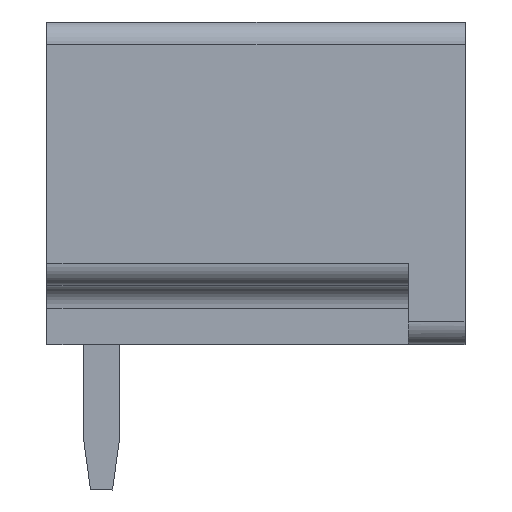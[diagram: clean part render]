
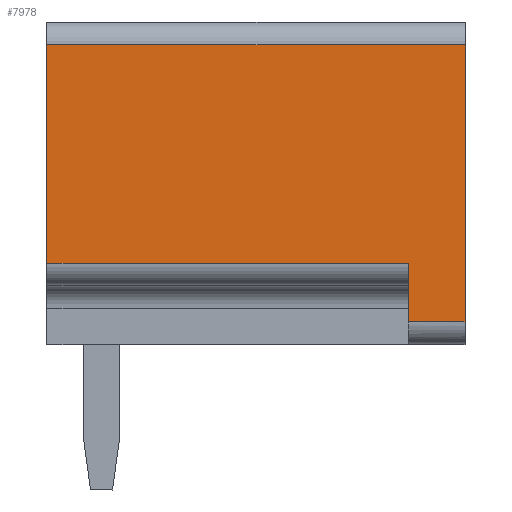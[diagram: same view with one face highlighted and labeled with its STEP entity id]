
A CAD part, left-side view. The second image highlights one B-rep face of the part: STEP entity #7978.
In plain terms, the highlighted planar face has unit normal (-1, 0, 0).
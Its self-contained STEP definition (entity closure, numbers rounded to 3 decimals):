
#7942=AXIS2_PLACEMENT_3D('Plane Axis2P3D',#7939,#7940,#7941) ;
#70=CARTESIAN_POINT('Vertex',(0.,0.,9.8)) ;
#73=CARTESIAN_POINT('Line Origine',(0.,0.,6.75)) ;
#77=CARTESIAN_POINT('Vertex',(0.,0.,3.7)) ;
#7924=CARTESIAN_POINT('Vertex',(0.,9.2,9.8)) ;
#7927=CARTESIAN_POINT('Line Origine',(0.,4.6,9.8)) ;
#7939=CARTESIAN_POINT('Axis2P3D Location',(0.,0.,9.8)) ;
#7944=CARTESIAN_POINT('Line Origine',(0.,5.225,4.99)) ;
#7948=CARTESIAN_POINT('Vertex',(0.,9.2,4.99)) ;
#7950=CARTESIAN_POINT('Vertex',(0.,1.25,4.99)) ;
#7953=CARTESIAN_POINT('Line Origine',(0.,1.25,4.345)) ;
#7957=CARTESIAN_POINT('Vertex',(0.,1.25,3.7)) ;
#7960=CARTESIAN_POINT('Line Origine',(0.,0.625,3.7)) ;
#7965=CARTESIAN_POINT('Line Origine',(0.,9.2,7.395)) ;
#74=DIRECTION('Vector Direction',(0.,0.,-1.)) ;
#7928=DIRECTION('Vector Direction',(0.,-1.,0.)) ;
#7940=DIRECTION('Axis2P3D Direction',(1.,-0.,0.)) ;
#7941=DIRECTION('Axis2P3D XDirection',(0.,0.,-1.)) ;
#7945=DIRECTION('Vector Direction',(0.,-1.,0.)) ;
#7954=DIRECTION('Vector Direction',(0.,0.,-1.)) ;
#7961=DIRECTION('Vector Direction',(0.,1.,0.)) ;
#7966=DIRECTION('Vector Direction',(0.,0.,-1.)) ;
#75=VECTOR('Line Direction',#74,1.) ;
#7929=VECTOR('Line Direction',#7928,1.) ;
#7946=VECTOR('Line Direction',#7945,1.) ;
#7955=VECTOR('Line Direction',#7954,1.) ;
#7962=VECTOR('Line Direction',#7961,1.) ;
#7967=VECTOR('Line Direction',#7966,1.) ;
#7971=ORIENTED_EDGE('',*,*,#7952,.T.) ;
#7972=ORIENTED_EDGE('',*,*,#7959,.T.) ;
#7973=ORIENTED_EDGE('',*,*,#7964,.F.) ;
#7974=ORIENTED_EDGE('',*,*,#79,.F.) ;
#7975=ORIENTED_EDGE('',*,*,#7931,.T.) ;
#7976=ORIENTED_EDGE('',*,*,#7969,.T.) ;
#7978=ADVANCED_FACE('HOUSING',(#7977),#7943,.F.) ;
#79=EDGE_CURVE('',#71,#78,#76,.T.) ;
#7931=EDGE_CURVE('',#71,#7925,#7930,.F.) ;
#7952=EDGE_CURVE('',#7949,#7951,#7947,.T.) ;
#7959=EDGE_CURVE('',#7951,#7958,#7956,.T.) ;
#7964=EDGE_CURVE('',#78,#7958,#7963,.T.) ;
#7969=EDGE_CURVE('',#7925,#7949,#7968,.T.) ;
#7970=EDGE_LOOP('',(#7971,#7972,#7973,#7974,#7975,#7976)) ;
#7977=FACE_OUTER_BOUND('',#7970,.T.) ;
#76=LINE('Line',#73,#75) ;
#7930=LINE('Line',#7927,#7929) ;
#7947=LINE('Line',#7944,#7946) ;
#7956=LINE('Line',#7953,#7955) ;
#7963=LINE('Line',#7960,#7962) ;
#7968=LINE('Line',#7965,#7967) ;
#7943=PLANE('',#7942) ;
#71=VERTEX_POINT('',#70) ;
#78=VERTEX_POINT('',#77) ;
#7925=VERTEX_POINT('',#7924) ;
#7949=VERTEX_POINT('',#7948) ;
#7951=VERTEX_POINT('',#7950) ;
#7958=VERTEX_POINT('',#7957) ;
